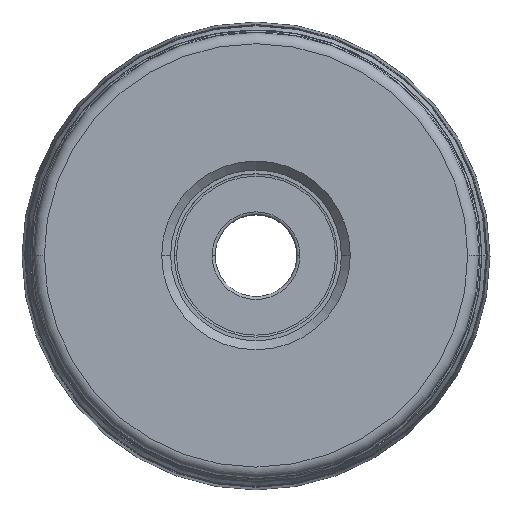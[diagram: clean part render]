
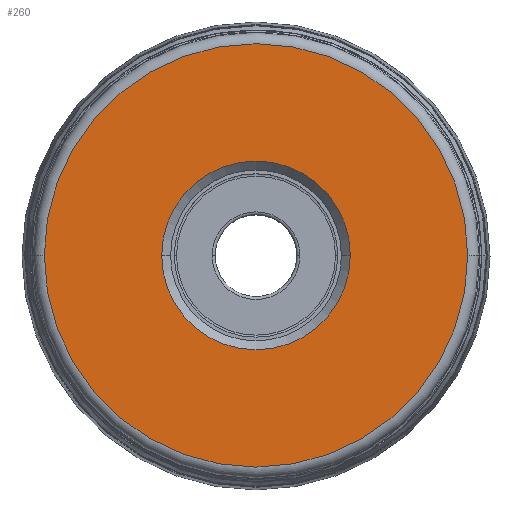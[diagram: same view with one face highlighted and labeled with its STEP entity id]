
A CAD part, top view. The second image highlights one B-rep face of the part: STEP entity #260.
In plain terms, the highlighted planar face has unit normal (0, 0, 1).
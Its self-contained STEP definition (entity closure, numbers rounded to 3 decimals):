
#43=PLANE('',#2679);
#50=FACE_BOUND('',#577,.T.);
#51=FACE_BOUND('',#578,.T.);
#260=ADVANCED_FACE('',(#50,#51),#43,.F.);
#577=EDGE_LOOP('',(#1059,#1060,#1061,#1062));
#578=EDGE_LOOP('',(#1063,#1064,#1065,#1066));
#1059=ORIENTED_EDGE('',*,*,#1684,.F.);
#1060=ORIENTED_EDGE('',*,*,#1682,.F.);
#1061=ORIENTED_EDGE('',*,*,#1681,.T.);
#1062=ORIENTED_EDGE('',*,*,#1685,.T.);
#1063=ORIENTED_EDGE('',*,*,#1686,.T.);
#1064=ORIENTED_EDGE('',*,*,#1687,.T.);
#1065=ORIENTED_EDGE('',*,*,#1688,.T.);
#1066=ORIENTED_EDGE('',*,*,#1689,.T.);
#1391=VERTEX_POINT('',#4954);
#1392=VERTEX_POINT('',#4956);
#1393=VERTEX_POINT('',#4958);
#1394=VERTEX_POINT('',#4962);
#1395=VERTEX_POINT('',#4966);
#1396=VERTEX_POINT('',#4967);
#1397=VERTEX_POINT('',#4969);
#1398=VERTEX_POINT('',#4971);
#1681=EDGE_CURVE('',#1392,#1391,#2034,.T.);
#1682=EDGE_CURVE('',#1392,#1393,#2035,.T.);
#1684=EDGE_CURVE('',#1393,#1394,#2037,.T.);
#1685=EDGE_CURVE('',#1391,#1394,#2038,.T.);
#1686=EDGE_CURVE('',#1395,#1396,#2039,.T.);
#1687=EDGE_CURVE('',#1396,#1397,#2040,.T.);
#1688=EDGE_CURVE('',#1397,#1398,#2041,.T.);
#1689=EDGE_CURVE('',#1398,#1395,#2042,.T.);
#2034=CIRCLE('',#2668,28.5);
#2035=CIRCLE('',#2669,28.5);
#2037=CIRCLE('',#2672,28.5);
#2038=CIRCLE('',#2673,28.5);
#2039=CIRCLE('',#2675,12.7);
#2040=CIRCLE('',#2676,12.7);
#2041=CIRCLE('',#2677,12.7);
#2042=CIRCLE('',#2678,12.7);
#2668=AXIS2_PLACEMENT_3D('',#4955,#3329,#3330);
#2669=AXIS2_PLACEMENT_3D('',#4957,#3331,#3332);
#2672=AXIS2_PLACEMENT_3D('',#4961,#3337,#3338);
#2673=AXIS2_PLACEMENT_3D('',#4963,#3339,#3340);
#2675=AXIS2_PLACEMENT_3D('',#4965,#3343,#3344);
#2676=AXIS2_PLACEMENT_3D('',#4968,#3345,#3346);
#2677=AXIS2_PLACEMENT_3D('',#4970,#3347,#3348);
#2678=AXIS2_PLACEMENT_3D('',#4972,#3349,#3350);
#2679=AXIS2_PLACEMENT_3D('',#4973,#3351,#3352);
#3329=DIRECTION('',(0.,0.,1.));
#3330=DIRECTION('',(1.,0.,0.));
#3331=DIRECTION('',(0.,0.,-1.));
#3332=DIRECTION('',(-1.,0.,0.));
#3337=DIRECTION('',(0.,0.,-1.));
#3338=DIRECTION('',(-1.,0.,0.));
#3339=DIRECTION('',(0.,0.,1.));
#3340=DIRECTION('',(1.,0.,0.));
#3343=DIRECTION('',(0.,0.,-1.));
#3344=DIRECTION('',(0.,-1.,0.));
#3345=DIRECTION('',(0.,0.,-1.));
#3346=DIRECTION('',(-1.,0.,0.));
#3347=DIRECTION('',(0.,0.,-1.));
#3348=DIRECTION('',(0.,1.,0.));
#3349=DIRECTION('',(0.,0.,-1.));
#3350=DIRECTION('',(1.,0.,0.));
#3351=DIRECTION('',(0.,0.,-1.));
#3352=DIRECTION('',(1.,0.,0.));
#4954=CARTESIAN_POINT('',(28.5,0.,0.));
#4955=CARTESIAN_POINT('',(0.,0.,0.));
#4956=CARTESIAN_POINT('',(28.5,-0.021,0.));
#4957=CARTESIAN_POINT('',(0.,0.,0.));
#4958=CARTESIAN_POINT('',(-28.5,0.,0.));
#4961=CARTESIAN_POINT('',(0.,0.,0.));
#4962=CARTESIAN_POINT('',(-28.5,0.021,0.));
#4963=CARTESIAN_POINT('',(0.,0.,0.));
#4965=CARTESIAN_POINT('',(0.,0.,0.));
#4966=CARTESIAN_POINT('',(0.,-12.7,0.));
#4967=CARTESIAN_POINT('',(-12.7,0.,0.));
#4968=CARTESIAN_POINT('',(0.,0.,0.));
#4969=CARTESIAN_POINT('',(0.,12.7,0.));
#4970=CARTESIAN_POINT('',(0.,0.,0.));
#4971=CARTESIAN_POINT('',(12.7,0.,0.));
#4972=CARTESIAN_POINT('',(0.,0.,0.));
#4973=CARTESIAN_POINT('',(0.,0.,0.));
